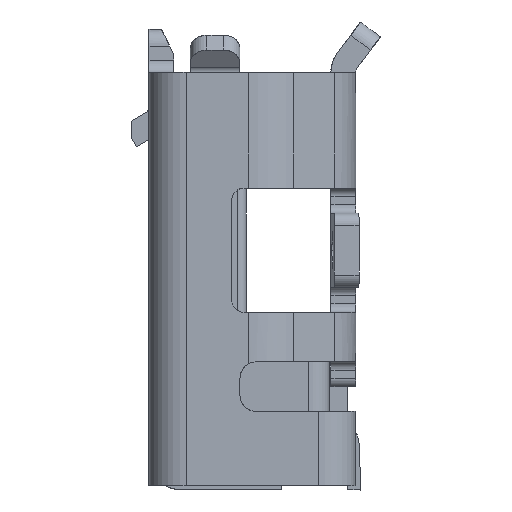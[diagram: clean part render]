
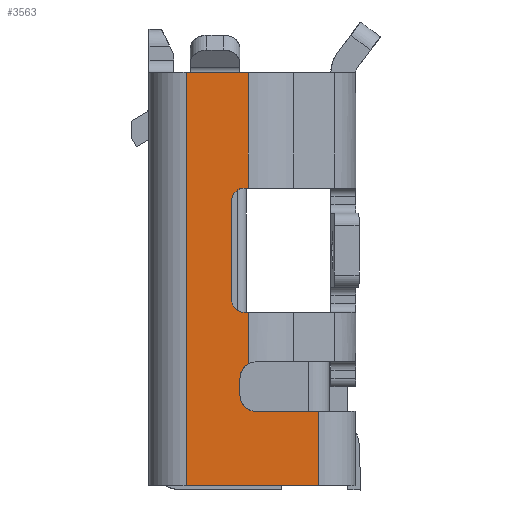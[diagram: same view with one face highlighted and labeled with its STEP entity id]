
A CAD part, left-side view. The second image highlights one B-rep face of the part: STEP entity #3563.
In plain terms, the highlighted planar face has unit normal (1, 0, 0).
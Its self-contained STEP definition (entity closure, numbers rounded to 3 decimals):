
#206 = CARTESIAN_POINT ( 'NONE',  ( 94.25, 0.825, 0.3 ) ) ;
#454 = LINE ( 'NONE', #17686, #18924 ) ;
#692 = DIRECTION ( 'NONE',  ( 0., 0., 1. ) ) ;
#970 = VERTEX_POINT ( 'NONE', #8605 ) ;
#1130 = CARTESIAN_POINT ( 'NONE',  ( 94.25, 1.674, 2.8 ) ) ;
#1973 = EDGE_CURVE ( 'NONE', #19901, #23901, #10992, .T. ) ;
#2243 = CARTESIAN_POINT ( 'NONE',  ( 94.25, 1.875, 3.75 ) ) ;
#2354 = ORIENTED_EDGE ( 'NONE', *, *, #10497, .F. ) ;
#2386 = CARTESIAN_POINT ( 'NONE',  ( 94.25, 1.775, 1.6 ) ) ;
#3042 = CARTESIAN_POINT ( 'NONE',  ( 94.25, 2.425, 2.8 ) ) ;
#3563 = ADVANCED_FACE ( 'NONE', ( #41232 ), #10777, .T. ) ;
#3569 = VERTEX_POINT ( 'NONE', #17511 ) ;
#3576 = DIRECTION ( 'NONE',  ( 0., -1., 0. ) ) ;
#3741 = DIRECTION ( 'NONE',  ( 0., 1., 0. ) ) ;
#3806 = CARTESIAN_POINT ( 'NONE',  ( 94.25, 1.631, 1.2 ) ) ;
#4431 = ORIENTED_EDGE ( 'NONE', *, *, #41417, .F. ) ;
#4464 = DIRECTION ( 'NONE',  ( 0., 0., 1. ) ) ;
#4850 = CARTESIAN_POINT ( 'NONE',  ( 94.25, 1.674, 5.3 ) ) ;
#5022 = ORIENTED_EDGE ( 'NONE', *, *, #42749, .F. ) ;
#5089 = CARTESIAN_POINT ( 'NONE',  ( 94.25, 1.875, 2.509 ) ) ;
#5247 = CARTESIAN_POINT ( 'NONE',  ( 94.25, 1.875, 2.55 ) ) ;
#5819 = CARTESIAN_POINT ( 'NONE',  ( 94.25, 1.766, 3.9 ) ) ;
#6421 = CARTESIAN_POINT ( 'NONE',  ( 94.25, 0.825, 1.2 ) ) ;
#6446 = DIRECTION ( 'NONE',  ( 0., 1., 0. ) ) ;
#7173 = CARTESIAN_POINT ( 'NONE',  ( 94.25, 1.725, 2.4 ) ) ;
#8048 = CARTESIAN_POINT ( 'NONE',  ( 94.25, 1.775, 2.8 ) ) ;
#8137 = EDGE_LOOP ( 'NONE', ( #23401, #23997, #2354, #19307, #9797, #36792, #45293, #42987, #14699, #5022, #9841, #9956, #31185, #4431, #39540 ) ) ;
#8605 = CARTESIAN_POINT ( 'NONE',  ( 94.25, 2.425, 0.3 ) ) ;
#9797 = ORIENTED_EDGE ( 'NONE', *, *, #43539, .F. ) ;
#9803 = CARTESIAN_POINT ( 'NONE',  ( 94.25, 1.875, 2.55 ) ) ;
#9841 = ORIENTED_EDGE ( 'NONE', *, *, #24944, .F. ) ;
#9956 = ORIENTED_EDGE ( 'NONE', *, *, #41043, .F. ) ;
#10488 = CARTESIAN_POINT ( 'NONE',  ( 94.25, 1.575, 1.2 ) ) ;
#10497 = EDGE_CURVE ( 'NONE', #3569, #42843, #454, .T. ) ;
#10515 = DIRECTION ( 'NONE',  ( 0., 1., 0. ) ) ;
#10777 = PLANE ( 'NONE',  #12331 ) ;
#10992 = LINE ( 'NONE', #8048, #33442 ) ;
#12331 = AXIS2_PLACEMENT_3D ( 'NONE', #35567, #25147, #3741 ) ;
#12541 = DIRECTION ( 'NONE',  ( 0., 0., 1. ) ) ;
#12870 = VERTEX_POINT ( 'NONE', #28777 ) ;
#13004 = VECTOR ( 'NONE', #22139, 1000. ) ;
#14699 = ORIENTED_EDGE ( 'NONE', *, *, #31944, .F. ) ;
#15218 = EDGE_CURVE ( 'NONE', #35123, #19901, #23894, .T. ) ;
#15354 = CARTESIAN_POINT ( 'NONE',  ( 94.25, 1.775, 1.673 ) ) ;
#15802 = CARTESIAN_POINT ( 'NONE',  ( 94.25, 0.825, 2.8 ) ) ;
#15837 = CARTESIAN_POINT ( 'NONE',  ( 94.25, 1.86, 2.473 ) ) ;
#16418 = CARTESIAN_POINT ( 'NONE',  ( 94.25, 1.725, 3.9 ) ) ;
#17511 = CARTESIAN_POINT ( 'NONE',  ( 94.25, 1.674, 2.4 ) ) ;
#17686 = CARTESIAN_POINT ( 'NONE',  ( 94.25, 1.625, 2.4 ) ) ;
#17720 = DIRECTION ( 'NONE',  ( 0., 0., -1. ) ) ;
#18294 = VECTOR ( 'NONE', #12541, 1000. ) ;
#18344 = CARTESIAN_POINT ( 'NONE',  ( 94.25, 1.755, 1.297 ) ) ;
#18846 = CARTESIAN_POINT ( 'NONE',  ( 94.25, 1.674, 1.774 ) ) ;
#18924 = VECTOR ( 'NONE', #6446, 1000. ) ;
#19307 = ORIENTED_EDGE ( 'NONE', *, *, #38138, .F. ) ;
#19329 = B_SPLINE_CURVE_WITH_KNOTS ( 'NONE', 3,
 ( #36453, #43898, #25888, #15837, #5089, #5247 ),
 .UNSPECIFIED., .F., .F.,
 ( 4, 2, 4 ),
 ( 0., 0.5, 1. ),
 .UNSPECIFIED. ) ;
#19482 = VECTOR ( 'NONE', #3576, 1000. ) ;
#19551 = CARTESIAN_POINT ( 'NONE',  ( 94.25, 1.875, 3.75 ) ) ;
#19709 = DIRECTION ( 'NONE',  ( 0., 0., 1. ) ) ;
#19901 = VERTEX_POINT ( 'NONE', #45508 ) ;
#20631 = LINE ( 'NONE', #42836, #19482 ) ;
#20867 = LINE ( 'NONE', #24252, #35988 ) ;
#21002 = LINE ( 'NONE', #3042, #29373 ) ;
#21262 = EDGE_CURVE ( 'NONE', #32475, #30014, #37461, .T. ) ;
#21342 = CARTESIAN_POINT ( 'NONE',  ( 94.25, 1.775, 1.345 ) ) ;
#21514 = CARTESIAN_POINT ( 'NONE',  ( 94.25, 1.625, 5.3 ) ) ;
#21530 = LINE ( 'NONE', #28203, #22666 ) ;
#22056 = DIRECTION ( 'NONE',  ( 0., 0., 1. ) ) ;
#22139 = DIRECTION ( 'NONE',  ( 0., 1., 0. ) ) ;
#22569 = LINE ( 'NONE', #21514, #13004 ) ;
#22666 = VECTOR ( 'NONE', #10515, 1000. ) ;
#23045 = LINE ( 'NONE', #33035, #31440 ) ;
#23401 = ORIENTED_EDGE ( 'NONE', *, *, #41637, .F. ) ;
#23468 = VERTEX_POINT ( 'NONE', #9803 ) ;
#23894 = B_SPLINE_CURVE_WITH_KNOTS ( 'NONE', 3,
 ( #28981, #3806, #42902, #18344, #21342, #36079 ),
 .UNSPECIFIED., .F., .F.,
 ( 4, 2, 4 ),
 ( 0., 0.5, 1. ),
 .UNSPECIFIED. ) ;
#23901 = VERTEX_POINT ( 'NONE', #2386 ) ;
#23997 = ORIENTED_EDGE ( 'NONE', *, *, #29208, .F. ) ;
#24116 = VERTEX_POINT ( 'NONE', #206 ) ;
#24252 = CARTESIAN_POINT ( 'NONE',  ( 94.25, 1.625, 3.9 ) ) ;
#24944 = EDGE_CURVE ( 'NONE', #28693, #970, #21002, .T. ) ;
#24951 = EDGE_CURVE ( 'NONE', #40225, #35123, #21530, .T. ) ;
#25147 = DIRECTION ( 'NONE',  ( 1., 0., 0. ) ) ;
#25398 = VECTOR ( 'NONE', #22056, 1000. ) ;
#25888 = CARTESIAN_POINT ( 'NONE',  ( 94.25, 1.802, 2.415 ) ) ;
#26235 = B_SPLINE_CURVE_WITH_KNOTS ( 'NONE', 3,
 ( #26596, #15354, #36724, #18846 ),
 .UNSPECIFIED., .F., .F.,
 ( 4, 4 ),
 ( 0., 1. ),
 .UNSPECIFIED. ) ;
#26596 = CARTESIAN_POINT ( 'NONE',  ( 94.25, 1.775, 1.6 ) ) ;
#26940 = VERTEX_POINT ( 'NONE', #4850 ) ;
#27083 = LINE ( 'NONE', #1130, #25398 ) ;
#27883 = DIRECTION ( 'NONE',  ( 0., -1., 0. ) ) ;
#28006 = CARTESIAN_POINT ( 'NONE',  ( 94.25, 1.725, 3.9 ) ) ;
#28203 = CARTESIAN_POINT ( 'NONE',  ( 94.25, 1.625, 1.2 ) ) ;
#28693 = VERTEX_POINT ( 'NONE', #32836 ) ;
#28777 = CARTESIAN_POINT ( 'NONE',  ( 94.25, 1.674, 3.9 ) ) ;
#28931 = LINE ( 'NONE', #15802, #18294 ) ;
#28981 = CARTESIAN_POINT ( 'NONE',  ( 94.25, 1.575, 1.2 ) ) ;
#29208 = EDGE_CURVE ( 'NONE', #42843, #23468, #19329, .T. ) ;
#29373 = VECTOR ( 'NONE', #17720, 1000. ) ;
#30014 = VERTEX_POINT ( 'NONE', #28006 ) ;
#30146 = VERTEX_POINT ( 'NONE', #39817 ) ;
#31185 = ORIENTED_EDGE ( 'NONE', *, *, #34188, .F. ) ;
#31440 = VECTOR ( 'NONE', #692, 1000. ) ;
#31944 = EDGE_CURVE ( 'NONE', #24116, #40225, #28931, .T. ) ;
#32475 = VERTEX_POINT ( 'NONE', #19551 ) ;
#32836 = CARTESIAN_POINT ( 'NONE',  ( 94.25, 2.425, 5.3 ) ) ;
#33035 = CARTESIAN_POINT ( 'NONE',  ( 94.25, 1.875, 2.8 ) ) ;
#33442 = VECTOR ( 'NONE', #4464, 1000. ) ;
#33961 = CARTESIAN_POINT ( 'NONE',  ( 94.25, 1.674, 2.8 ) ) ;
#34188 = EDGE_CURVE ( 'NONE', #12870, #26940, #27083, .T. ) ;
#35123 = VERTEX_POINT ( 'NONE', #10488 ) ;
#35290 = LINE ( 'NONE', #33961, #44351 ) ;
#35567 = CARTESIAN_POINT ( 'NONE',  ( 94.25, 0.793, 0.2 ) ) ;
#35988 = VECTOR ( 'NONE', #27883, 1000. ) ;
#36079 = CARTESIAN_POINT ( 'NONE',  ( 94.25, 1.775, 1.4 ) ) ;
#36453 = CARTESIAN_POINT ( 'NONE',  ( 94.25, 1.725, 2.4 ) ) ;
#36724 = CARTESIAN_POINT ( 'NONE',  ( 94.25, 1.736, 1.738 ) ) ;
#36792 = ORIENTED_EDGE ( 'NONE', *, *, #1973, .F. ) ;
#37461 = B_SPLINE_CURVE_WITH_KNOTS ( 'NONE', 3,
 ( #2243, #41943, #37930, #38100, #5819, #16418 ),
 .UNSPECIFIED., .F., .F.,
 ( 4, 2, 4 ),
 ( 0., 0.5, 1. ),
 .UNSPECIFIED. ) ;
#37930 = CARTESIAN_POINT ( 'NONE',  ( 94.25, 1.86, 3.827 ) ) ;
#38100 = CARTESIAN_POINT ( 'NONE',  ( 94.25, 1.802, 3.885 ) ) ;
#38138 = EDGE_CURVE ( 'NONE', #30146, #3569, #35290, .T. ) ;
#39540 = ORIENTED_EDGE ( 'NONE', *, *, #21262, .F. ) ;
#39817 = CARTESIAN_POINT ( 'NONE',  ( 94.25, 1.674, 1.774 ) ) ;
#40225 = VERTEX_POINT ( 'NONE', #6421 ) ;
#41043 = EDGE_CURVE ( 'NONE', #26940, #28693, #22569, .T. ) ;
#41232 = FACE_OUTER_BOUND ( 'NONE', #8137, .T. ) ;
#41417 = EDGE_CURVE ( 'NONE', #30014, #12870, #20867, .T. ) ;
#41637 = EDGE_CURVE ( 'NONE', #23468, #32475, #23045, .T. ) ;
#41943 = CARTESIAN_POINT ( 'NONE',  ( 94.25, 1.875, 3.792 ) ) ;
#42749 = EDGE_CURVE ( 'NONE', #970, #24116, #20631, .T. ) ;
#42836 = CARTESIAN_POINT ( 'NONE',  ( 94.25, 1.625, 0.3 ) ) ;
#42843 = VERTEX_POINT ( 'NONE', #7173 ) ;
#42902 = CARTESIAN_POINT ( 'NONE',  ( 94.25, 1.678, 1.22 ) ) ;
#42987 = ORIENTED_EDGE ( 'NONE', *, *, #24951, .F. ) ;
#43539 = EDGE_CURVE ( 'NONE', #23901, #30146, #26235, .T. ) ;
#43898 = CARTESIAN_POINT ( 'NONE',  ( 94.25, 1.767, 2.4 ) ) ;
#44351 = VECTOR ( 'NONE', #19709, 1000. ) ;
#45293 = ORIENTED_EDGE ( 'NONE', *, *, #15218, .F. ) ;
#45508 = CARTESIAN_POINT ( 'NONE',  ( 94.25, 1.775, 1.4 ) ) ;
